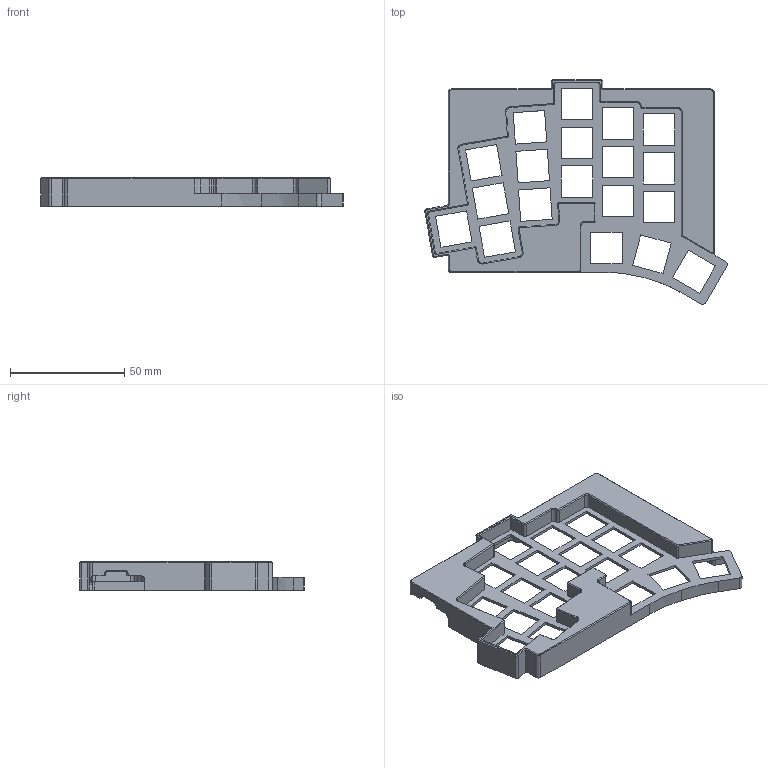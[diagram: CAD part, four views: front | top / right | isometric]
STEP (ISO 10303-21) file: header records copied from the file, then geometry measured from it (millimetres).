
FILE_DESCRIPTION(/* description */ (''),/* implementation_level */ '2;1');
FILE_NAME(/* name */ 'TOTEM_ALU_L.step',/* time_stamp */ '2025-04-20T04:19:29+09:00',/* author */ (''),/* organization */ (''),/* preprocessor_version */ 'ST-DEVELOPER v20.1',/* originating_system */ 'Autodesk Translation Framework v14.4.0.0',/* authorisation */ '');
FILE_SCHEMA (('AUTOMOTIVE_DESIGN { 1 0 10303 214 3 1 1 }'));
Length unit declared in the file: millimetre
Products named in the file (1): TOTEM case_v08_7mm_keeb_usb
Bounding box: 132.62 x 98.61 x 12.5 mm (x, y, z)
Volume: 21535.8 mm3; surface area: 26380.3 mm2
Topology: 1 solids, 1 shells, 506 faces, 1358 edges, 877 vertices
Faces by surface type: plane 358, cylinder 102, cone 42, bspline 4
Full cylindrical faces by diameter (mm): 1.6 x4
Entity records: 16032 total; most frequent: CARTESIAN_POINT 3073, ORIENTED_EDGE 2716, DIRECTION 2607, EDGE_CURVE 1358, LINE 1099, VECTOR 1099, VERTEX_POINT 877, AXIS2_PLACEMENT_3D 754
